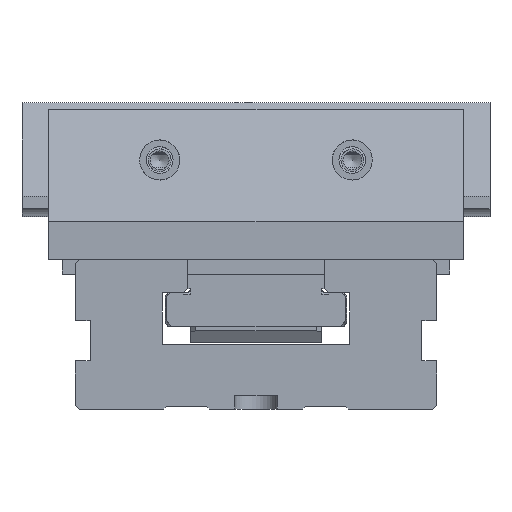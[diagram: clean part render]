
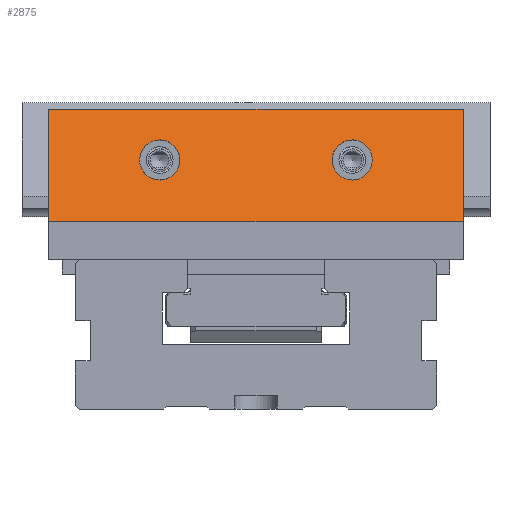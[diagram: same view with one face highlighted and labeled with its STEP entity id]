
A CAD part, left-side view. The second image highlights one B-rep face of the part: STEP entity #2875.
In plain terms, the highlighted planar face has unit normal (-0.924, 0, 0.383).
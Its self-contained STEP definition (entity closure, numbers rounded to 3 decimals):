
#423=PLANE('',#8870);
#982=LINE('',#13621,#1711);
#985=LINE('',#13631,#1714);
#993=LINE('',#13646,#1722);
#1010=LINE('',#13692,#1739);
#1711=VECTOR('',#10566,1.);
#1714=VECTOR('',#10575,1.);
#1722=VECTOR('',#10585,1.);
#1739=VECTOR('',#10622,1.);
#2875=ADVANCED_FACE('',(#3502,#3503,#3504),#423,.F.);
#3114=ELLIPSE('',#8844,8.118,7.5);
#3115=ELLIPSE('',#8859,8.118,7.5);
#3502=FACE_BOUND('',#4092,.T.);
#3503=FACE_BOUND('',#4093,.T.);
#3504=FACE_BOUND('',#4094,.T.);
#4092=EDGE_LOOP('',(#5756,#5757,#5758,#5759));
#4093=EDGE_LOOP('',(#5760));
#4094=EDGE_LOOP('',(#5761));
#5756=ORIENTED_EDGE('',*,*,#7889,.T.);
#5757=ORIENTED_EDGE('',*,*,#7902,.T.);
#5758=ORIENTED_EDGE('',*,*,#7894,.T.);
#5759=ORIENTED_EDGE('',*,*,#7926,.T.);
#5760=ORIENTED_EDGE('',*,*,#7946,.F.);
#5761=ORIENTED_EDGE('',*,*,#7940,.F.);
#6923=VERTEX_POINT('',#13622);
#6924=VERTEX_POINT('',#13623);
#6927=VERTEX_POINT('',#13632);
#6928=VERTEX_POINT('',#13633);
#6959=VERTEX_POINT('',#13722);
#6966=VERTEX_POINT('',#13744);
#7889=EDGE_CURVE('',#6923,#6924,#982,.T.);
#7894=EDGE_CURVE('',#6927,#6928,#985,.T.);
#7902=EDGE_CURVE('',#6924,#6927,#993,.T.);
#7926=EDGE_CURVE('',#6928,#6923,#1010,.T.);
#7940=EDGE_CURVE('',#6959,#6959,#3114,.T.);
#7946=EDGE_CURVE('',#6966,#6966,#3115,.T.);
#8844=AXIS2_PLACEMENT_3D('',#13721,#10657,#10658);
#8859=AXIS2_PLACEMENT_3D('',#13743,#10687,#10688);
#8870=AXIS2_PLACEMENT_3D('',#13759,#10709,#10710);
#10566=DIRECTION('',(0.,1.,0.));
#10575=DIRECTION('',(0.,-1.,0.));
#10585=DIRECTION('',(-0.383,0.,-0.924));
#10622=DIRECTION('',(0.383,0.,0.924));
#10657=DIRECTION('',(-0.924,0.,0.383));
#10658=DIRECTION('',(0.383,0.,0.924));
#10687=DIRECTION('',(-0.924,0.,0.383));
#10688=DIRECTION('',(0.383,0.,0.924));
#10709=DIRECTION('',(0.924,0.,-0.383));
#10710=DIRECTION('',(0.383,0.,0.924));
#13621=CARTESIAN_POINT('',(-185.785,67.5,69.337));
#13622=CARTESIAN_POINT('',(-185.785,-10.,69.337));
#13623=CARTESIAN_POINT('',(-185.785,145.,69.337));
#13631=CARTESIAN_POINT('',(-203.192,67.5,27.313));
#13632=CARTESIAN_POINT('',(-203.192,145.,27.313));
#13633=CARTESIAN_POINT('',(-203.192,-10.,27.313));
#13646=CARTESIAN_POINT('',(-202.2,145.,29.709));
#13692=CARTESIAN_POINT('',(-202.2,-10.,29.709));
#13721=CARTESIAN_POINT('',(-193.614,103.5,50.437));
#13722=CARTESIAN_POINT('',(-190.507,103.5,57.937));
#13743=CARTESIAN_POINT('',(-193.614,31.5,50.437));
#13744=CARTESIAN_POINT('',(-190.507,31.5,57.937));
#13759=CARTESIAN_POINT('',(-183.901,67.5,73.886));
